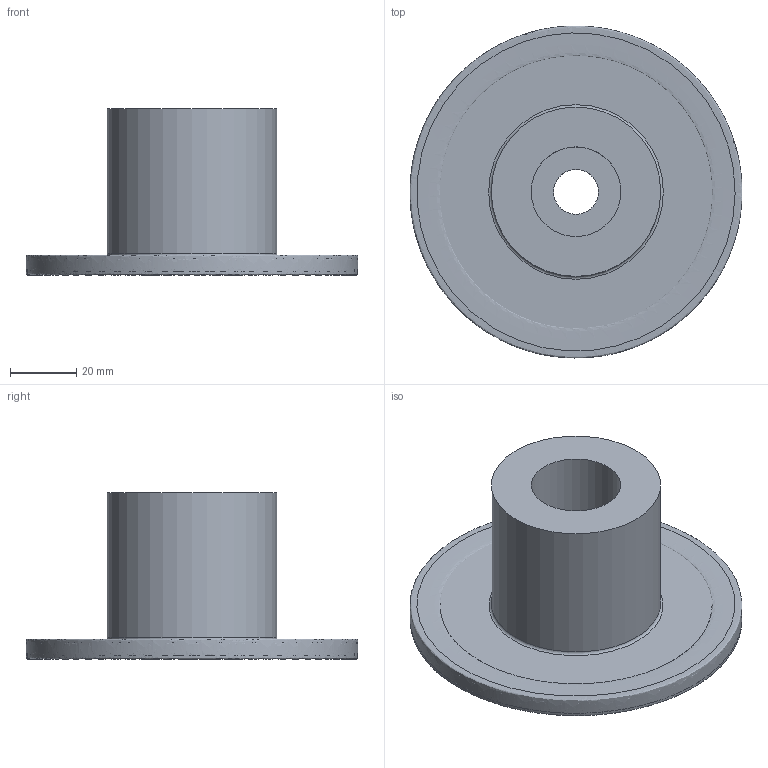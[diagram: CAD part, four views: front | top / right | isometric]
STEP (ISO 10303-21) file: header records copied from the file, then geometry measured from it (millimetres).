
FILE_DESCRIPTION(/* description */ (''),/* implementation_level */ '2;1');
FILE_NAME(/* name */ '1699336600429.stp',/* time_stamp */ '2023-11-07T11:26:54+06:00',/* author */ (''),/* organization */ ('SMS'),/* preprocessor_version */ 'ST-DEVELOPER v16.7',/* originating_system */ 'SIEMENS PLM Software NX 12.0',/* authorisation */ '');
FILE_SCHEMA (('AUTOMOTIVE_DESIGN { 1 0 10303 214 3 1 1 1 }'));
Length unit declared in the file: millimetre
Products named in the file (4): 204998999mod000_00; ASSEMBLY_CONSTRUCTION; 204999545mod000_00; 204999547mod000_00
Assembly tree (4 placements, depth 2):
  204999547mod000_00
    204999545mod000_00
    ASSEMBLY_CONSTRUCTION
    204998999mod000_00  x2
Bounding box: 100 x 100 x 50.01 mm (x, y, z)
Volume: 137627.4 mm3; surface area: 42556 mm2
Topology: 3 solids, 3 shells, 17 faces, 34 edges, 39 vertices
Faces by surface type: plane 5, cylinder 5, bspline 4, torus 3
Full cylindrical faces by diameter (mm): 13.5 x1, 20 x1, 27.011 x1, 51 x1, 98.701 x1
Entity records: 16328 total; most frequent: CARTESIAN_POINT 15770, DIRECTION 90, AXIS2_PLACEMENT_3D 45, FACE_BOUND 34, EDGE_LOOP 34, ORIENTED_EDGE 34, STYLED_ITEM 33, PRESENTATION_STYLE_ASSIGNMENT 33
